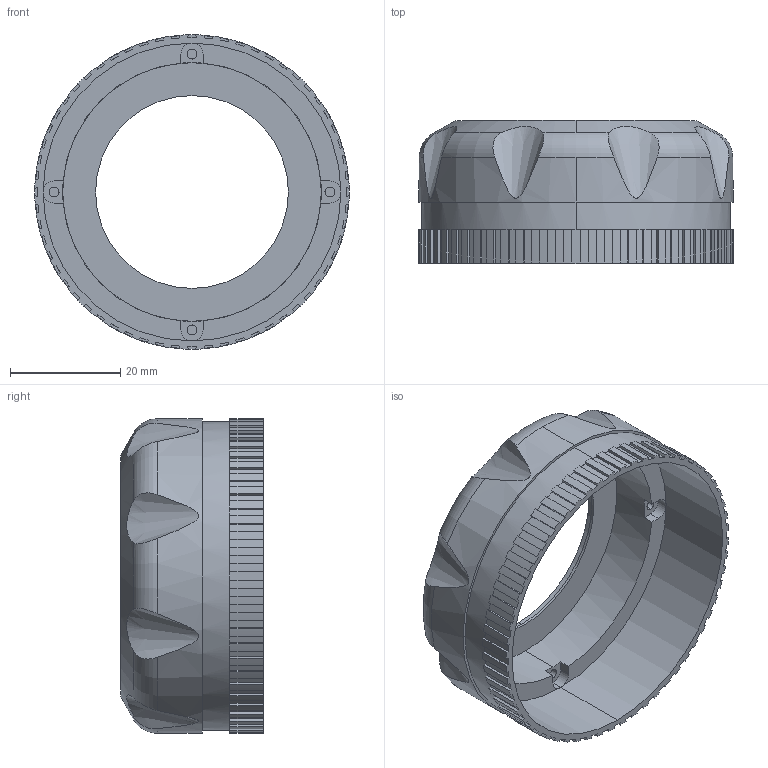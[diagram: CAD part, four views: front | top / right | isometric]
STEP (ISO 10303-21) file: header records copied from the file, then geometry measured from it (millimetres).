
FILE_DESCRIPTION (( 'STEP AP214' ), '1' );
FILE_NAME ('AÍâ¿Ç.STEP', '2024-08-04T15:24:50', ( '' ), ( '' ), 'SwSTEP 2.0', 'SolidWorks 2022', '' );
FILE_SCHEMA (( 'AUTOMOTIVE_DESIGN' ));
Length unit declared in the file: millimetre
Products named in the file (1): A外壳
Bounding box: 57 x 25.85 x 57 mm (x, y, z)
Volume: 10488.7 mm3; surface area: 11919 mm2
Topology: 1 solids, 1 shells, 376 faces, 1023 edges, 657 vertices
Faces by surface type: plane 266, cylinder 87, cone 12, torus 11
Entity records: 12465 total; most frequent: CARTESIAN_POINT 2769, ORIENTED_EDGE 2046, DIRECTION 2017, EDGE_CURVE 1023, VECTOR 719, LINE 719, VERTEX_POINT 657, AXIS2_PLACEMENT_3D 649
